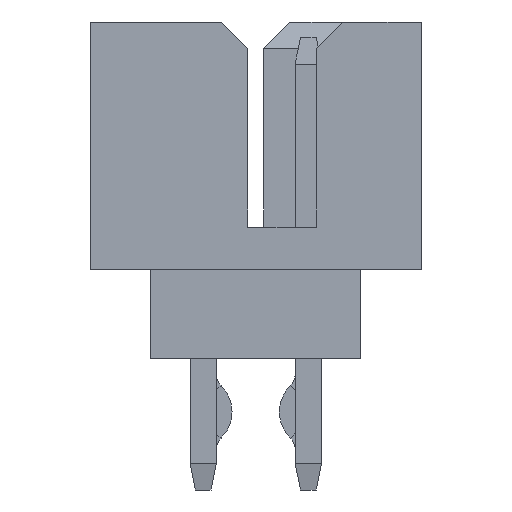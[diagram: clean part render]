
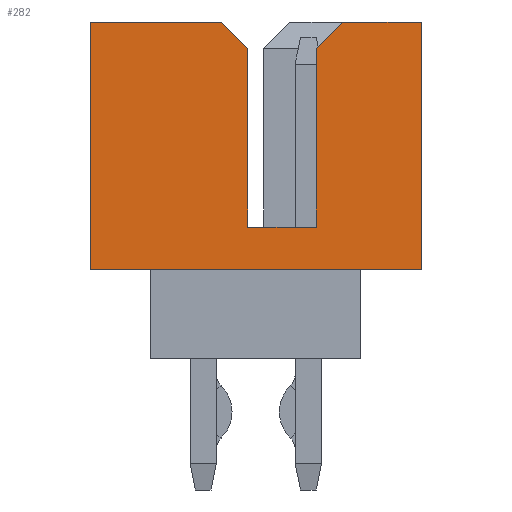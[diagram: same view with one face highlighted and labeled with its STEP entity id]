
A CAD part, left-side view. The second image highlights one B-rep face of the part: STEP entity #282.
In plain terms, the highlighted planar face has unit normal (-1, 0, 0).
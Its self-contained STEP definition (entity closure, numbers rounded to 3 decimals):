
#195=CARTESIAN_POINT('',(-11.325,0.,0.7));
#196=DIRECTION('',(0.,-1.,0.));
#197=DIRECTION('',(-1.,0.,0.));
#198=AXIS2_PLACEMENT_3D('',#195,#197,#196);
#199=PLANE('',#198);
#200=CARTESIAN_POINT('',(-11.325,-1.65,3.9));
#201=VERTEX_POINT('',#200);
#202=CARTESIAN_POINT('',(-11.325,-1.15,3.4));
#203=VERTEX_POINT('',#202);
#204=CARTESIAN_POINT('',(-11.325,-1.65,3.9));
#205=DIRECTION('',(0.,0.707,-0.707));
#206=VECTOR('',#205,0.707);
#207=LINE('',#204,#206);
#208=EDGE_CURVE('',#201,#203,#207,.T.);
#209=ORIENTED_EDGE('',*,*,#208,.T.);
#210=CARTESIAN_POINT('',(-11.325,-1.15,0.));
#211=VERTEX_POINT('',#210);
#212=CARTESIAN_POINT('',(-11.325,-1.15,3.4));
#213=DIRECTION('',(0.,0.,-1.));
#214=VECTOR('',#213,3.4);
#215=LINE('',#212,#214);
#216=EDGE_CURVE('',#203,#211,#215,.T.);
#217=ORIENTED_EDGE('',*,*,#216,.T.);
#218=CARTESIAN_POINT('',(-11.325,0.15,0.));
#219=VERTEX_POINT('',#218);
#220=CARTESIAN_POINT('',(-11.325,-1.15,0.));
#221=DIRECTION('',(0.,1.,0.));
#222=VECTOR('',#221,1.3);
#223=LINE('',#220,#222);
#224=EDGE_CURVE('',#211,#219,#223,.T.);
#225=ORIENTED_EDGE('',*,*,#224,.T.);
#226=CARTESIAN_POINT('',(-11.325,0.15,3.4));
#227=VERTEX_POINT('',#226);
#228=CARTESIAN_POINT('',(-11.325,0.15,0.));
#229=DIRECTION('',(0.,0.,1.));
#230=VECTOR('',#229,3.4);
#231=LINE('',#228,#230);
#232=EDGE_CURVE('',#219,#227,#231,.T.);
#233=ORIENTED_EDGE('',*,*,#232,.T.);
#234=CARTESIAN_POINT('',(-11.325,0.65,3.9));
#235=VERTEX_POINT('',#234);
#236=CARTESIAN_POINT('',(-11.325,0.15,3.4));
#237=DIRECTION('',(0.,0.707,0.707));
#238=VECTOR('',#237,0.707);
#239=LINE('',#236,#238);
#240=EDGE_CURVE('',#227,#235,#239,.T.);
#241=ORIENTED_EDGE('',*,*,#240,.T.);
#242=CARTESIAN_POINT('',(-11.325,3.15,3.9));
#243=VERTEX_POINT('',#242);
#244=CARTESIAN_POINT('',(-11.325,0.65,3.9));
#245=DIRECTION('',(0.,1.,0.));
#246=VECTOR('',#245,2.5);
#247=LINE('',#244,#246);
#248=EDGE_CURVE('',#235,#243,#247,.T.);
#249=ORIENTED_EDGE('',*,*,#248,.T.);
#250=CARTESIAN_POINT('',(-11.325,3.15,-0.8));
#251=VERTEX_POINT('',#250);
#252=CARTESIAN_POINT('',(-11.325,3.15,3.9));
#253=DIRECTION('',(0.,0.,-1.));
#254=VECTOR('',#253,4.7);
#255=LINE('',#252,#254);
#256=EDGE_CURVE('',#243,#251,#255,.T.);
#257=ORIENTED_EDGE('',*,*,#256,.T.);
#258=CARTESIAN_POINT('',(-11.325,-3.15,-0.8));
#259=VERTEX_POINT('',#258);
#260=CARTESIAN_POINT('',(-11.325,3.15,-0.8));
#261=DIRECTION('',(0.,-1.,0.));
#262=VECTOR('',#261,6.3);
#263=LINE('',#260,#262);
#264=EDGE_CURVE('',#251,#259,#263,.T.);
#265=ORIENTED_EDGE('',*,*,#264,.T.);
#266=CARTESIAN_POINT('',(-11.325,-3.15,3.9));
#267=VERTEX_POINT('',#266);
#268=CARTESIAN_POINT('',(-11.325,-3.15,-0.8));
#269=DIRECTION('',(0.,0.,1.));
#270=VECTOR('',#269,4.7);
#271=LINE('',#268,#270);
#272=EDGE_CURVE('',#259,#267,#271,.T.);
#273=ORIENTED_EDGE('',*,*,#272,.T.);
#274=CARTESIAN_POINT('',(-11.325,-3.15,3.9));
#275=DIRECTION('',(0.,1.,0.));
#276=VECTOR('',#275,1.5);
#277=LINE('',#274,#276);
#278=EDGE_CURVE('',#267,#201,#277,.T.);
#279=ORIENTED_EDGE('',*,*,#278,.T.);
#280=EDGE_LOOP('',(#209,#217,#225,#233,#241,#249,#257,#265,#273,#279));
#281=FACE_OUTER_BOUND('',#280,.T.);
#282=ADVANCED_FACE('',(#281),#199,.T.);
